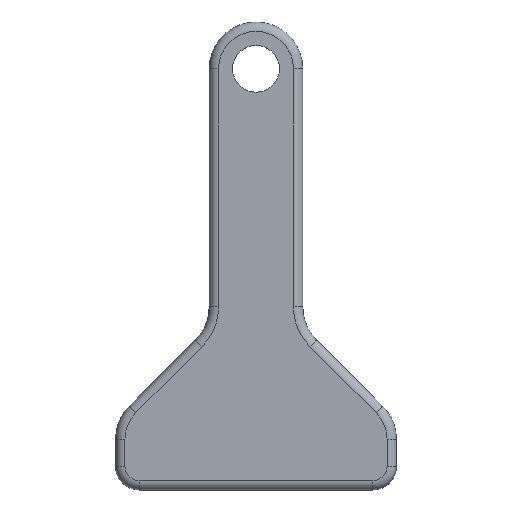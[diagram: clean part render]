
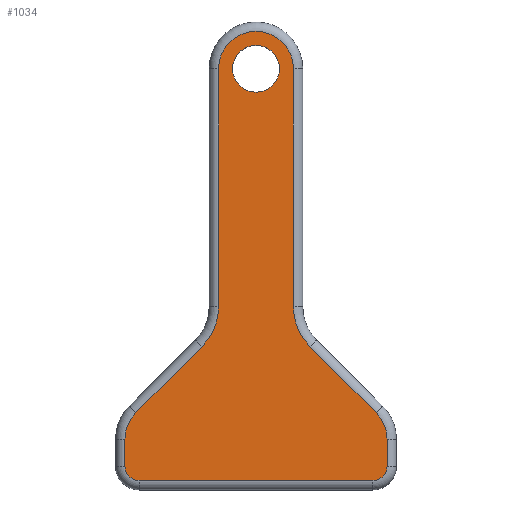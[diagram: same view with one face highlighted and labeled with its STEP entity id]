
A CAD part, top view. The second image highlights one B-rep face of the part: STEP entity #1034.
In plain terms, the highlighted planar face has unit normal (0, 0, 1).
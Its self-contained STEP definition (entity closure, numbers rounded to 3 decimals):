
#152=CARTESIAN_POINT('',(0.,90.,7.5));
#153=DIRECTION('',(0.,0.,-1.));
#154=DIRECTION('',(-1.,0.,0.));
#155=AXIS2_PLACEMENT_3D('',#152,#153,#154);
#160=CARTESIAN_POINT('',(0.,90.,7.5));
#161=DIRECTION('',(0.,0.,-1.));
#162=DIRECTION('',(1.,0.,0.));
#163=AXIS2_PLACEMENT_3D('',#160,#161,#162);
#168=DIRECTION('',(1.,0.,0.));
#169=VECTOR('',#168,50.);
#170=CARTESIAN_POINT('',(-25.,2.,7.5));
#171=LINE('',#170,#169);
#175=CARTESIAN_POINT('',(-25.,5.,7.5));
#176=DIRECTION('',(0.,0.,1.));
#177=DIRECTION('',(-1.,0.,0.));
#178=AXIS2_PLACEMENT_3D('',#175,#176,#177);
#183=DIRECTION('',(0.,-1.,0.));
#184=VECTOR('',#183,5.858);
#185=CARTESIAN_POINT('',(-28.,10.858,7.5));
#186=LINE('',#185,#184);
#190=CARTESIAN_POINT('',(-20.,10.858,7.5));
#191=DIRECTION('',(0.,0.,1.));
#192=DIRECTION('',(-0.707,0.707,0.));
#193=AXIS2_PLACEMENT_3D('',#190,#191,#192);
#198=DIRECTION('',(-0.707,-0.707,0.));
#199=VECTOR('',#198,20.);
#200=CARTESIAN_POINT('',(-11.515,30.657,7.5));
#201=LINE('',#200,#199);
#205=CARTESIAN_POINT('',(-20.,39.142,7.5));
#206=DIRECTION('',(0.,0.,-1.));
#207=DIRECTION('',(1.,0.,0.));
#208=AXIS2_PLACEMENT_3D('',#205,#206,#207);
#213=DIRECTION('',(0.,-1.,0.));
#214=VECTOR('',#213,50.858);
#215=CARTESIAN_POINT('',(-8.,90.,7.5));
#216=LINE('',#215,#214);
#220=CARTESIAN_POINT('',(0.,90.,7.5));
#221=DIRECTION('',(0.,0.,1.));
#222=DIRECTION('',(1.,0.,0.));
#223=AXIS2_PLACEMENT_3D('',#220,#221,#222);
#228=DIRECTION('',(0.,1.,0.));
#229=VECTOR('',#228,50.858);
#230=CARTESIAN_POINT('',(8.,39.142,7.5));
#231=LINE('',#230,#229);
#235=CARTESIAN_POINT('',(20.,39.142,7.5));
#236=DIRECTION('',(0.,0.,-1.));
#237=DIRECTION('',(-0.707,-0.707,0.));
#238=AXIS2_PLACEMENT_3D('',#235,#236,#237);
#243=DIRECTION('',(-0.707,0.707,0.));
#244=VECTOR('',#243,20.);
#245=CARTESIAN_POINT('',(25.657,16.515,7.5));
#246=LINE('',#245,#244);
#250=CARTESIAN_POINT('',(20.,10.858,7.5));
#251=DIRECTION('',(0.,0.,1.));
#252=DIRECTION('',(1.,0.,0.));
#253=AXIS2_PLACEMENT_3D('',#250,#251,#252);
#258=DIRECTION('',(0.,1.,0.));
#259=VECTOR('',#258,5.858);
#260=CARTESIAN_POINT('',(28.,5.,7.5));
#261=LINE('',#260,#259);
#265=CARTESIAN_POINT('',(25.,5.,7.5));
#266=DIRECTION('',(0.,0.,1.));
#267=DIRECTION('',(0.,-1.,0.));
#268=AXIS2_PLACEMENT_3D('',#265,#266,#267);
#809=CARTESIAN_POINT('',(-5.,90.,7.5));
#810=CARTESIAN_POINT('',(5.,90.,7.5));
#811=VERTEX_POINT('',#809);
#812=VERTEX_POINT('',#810);
#825=CARTESIAN_POINT('',(-25.,2.,7.5));
#826=CARTESIAN_POINT('',(25.,2.,7.5));
#827=VERTEX_POINT('',#825);
#828=VERTEX_POINT('',#826);
#833=CARTESIAN_POINT('',(28.,5.,7.5));
#834=CARTESIAN_POINT('',(28.,10.858,7.5));
#835=VERTEX_POINT('',#833);
#836=VERTEX_POINT('',#834);
#857=CARTESIAN_POINT('',(-28.,10.858,7.5));
#858=CARTESIAN_POINT('',(-28.,5.,7.5));
#859=VERTEX_POINT('',#857);
#860=VERTEX_POINT('',#858);
#861=CARTESIAN_POINT('',(-11.515,30.657,7.5));
#862=CARTESIAN_POINT('',(-25.657,16.515,7.5));
#863=VERTEX_POINT('',#861);
#864=VERTEX_POINT('',#862);
#895=CARTESIAN_POINT('',(8.,39.142,7.5));
#896=CARTESIAN_POINT('',(8.,90.,7.5));
#897=VERTEX_POINT('',#895);
#898=VERTEX_POINT('',#896);
#903=CARTESIAN_POINT('',(-8.,90.,7.5));
#904=VERTEX_POINT('',#903);
#907=CARTESIAN_POINT('',(-8.,39.142,7.5));
#908=VERTEX_POINT('',#907);
#913=CARTESIAN_POINT('',(25.657,16.515,7.5));
#914=CARTESIAN_POINT('',(11.515,30.657,7.5));
#915=VERTEX_POINT('',#913);
#916=VERTEX_POINT('',#914);
#995=CARTESIAN_POINT('',(0.,0.,7.5));
#996=DIRECTION('',(0.,0.,1.));
#997=DIRECTION('',(1.,0.,0.));
#998=AXIS2_PLACEMENT_3D('',#995,#996,#997);
#999=PLANE('',#998);
#1001=ORIENTED_EDGE('',*,*,#1000,.F.);
#1003=ORIENTED_EDGE('',*,*,#1002,.F.);
#1005=ORIENTED_EDGE('',*,*,#1004,.F.);
#1007=ORIENTED_EDGE('',*,*,#1006,.F.);
#1009=ORIENTED_EDGE('',*,*,#1008,.F.);
#1011=ORIENTED_EDGE('',*,*,#1010,.F.);
#1013=ORIENTED_EDGE('',*,*,#1012,.F.);
#1015=ORIENTED_EDGE('',*,*,#1014,.F.);
#1017=ORIENTED_EDGE('',*,*,#1016,.F.);
#1019=ORIENTED_EDGE('',*,*,#1018,.F.);
#1021=ORIENTED_EDGE('',*,*,#1020,.F.);
#1023=ORIENTED_EDGE('',*,*,#1022,.F.);
#1025=ORIENTED_EDGE('',*,*,#1024,.F.);
#1027=ORIENTED_EDGE('',*,*,#1026,.F.);
#1028=EDGE_LOOP('',(#1001,#1003,#1005,#1007,#1009,#1011,#1013,#1015,#1017,#1019,
#1021,#1023,#1025,#1027));
#1029=FACE_OUTER_BOUND('',#1028,.F.);
#1030=ORIENTED_EDGE('',*,*,#975,.F.);
#1031=ORIENTED_EDGE('',*,*,#989,.F.);
#1032=EDGE_LOOP('',(#1030,#1031));
#1033=FACE_BOUND('',#1032,.F.);
#156=CIRCLE('',#155,5.);
#164=CIRCLE('',#163,5.);
#179=CIRCLE('',#178,3.);
#194=CIRCLE('',#193,8.);
#209=CIRCLE('',#208,12.);
#224=CIRCLE('',#223,8.);
#239=CIRCLE('',#238,12.);
#254=CIRCLE('',#253,8.);
#269=CIRCLE('',#268,3.);
#975=EDGE_CURVE('',#811,#812,#156,.T.);
#989=EDGE_CURVE('',#812,#811,#164,.T.);
#1000=EDGE_CURVE('',#827,#828,#171,.T.);
#1002=EDGE_CURVE('',#860,#827,#179,.T.);
#1004=EDGE_CURVE('',#859,#860,#186,.T.);
#1006=EDGE_CURVE('',#864,#859,#194,.T.);
#1008=EDGE_CURVE('',#863,#864,#201,.T.);
#1010=EDGE_CURVE('',#908,#863,#209,.T.);
#1012=EDGE_CURVE('',#904,#908,#216,.T.);
#1014=EDGE_CURVE('',#898,#904,#224,.T.);
#1016=EDGE_CURVE('',#897,#898,#231,.T.);
#1018=EDGE_CURVE('',#916,#897,#239,.T.);
#1020=EDGE_CURVE('',#915,#916,#246,.T.);
#1022=EDGE_CURVE('',#836,#915,#254,.T.);
#1024=EDGE_CURVE('',#835,#836,#261,.T.);
#1026=EDGE_CURVE('',#828,#835,#269,.T.);
#1034=ADVANCED_FACE('',(#1029,#1033),#999,.T.);
